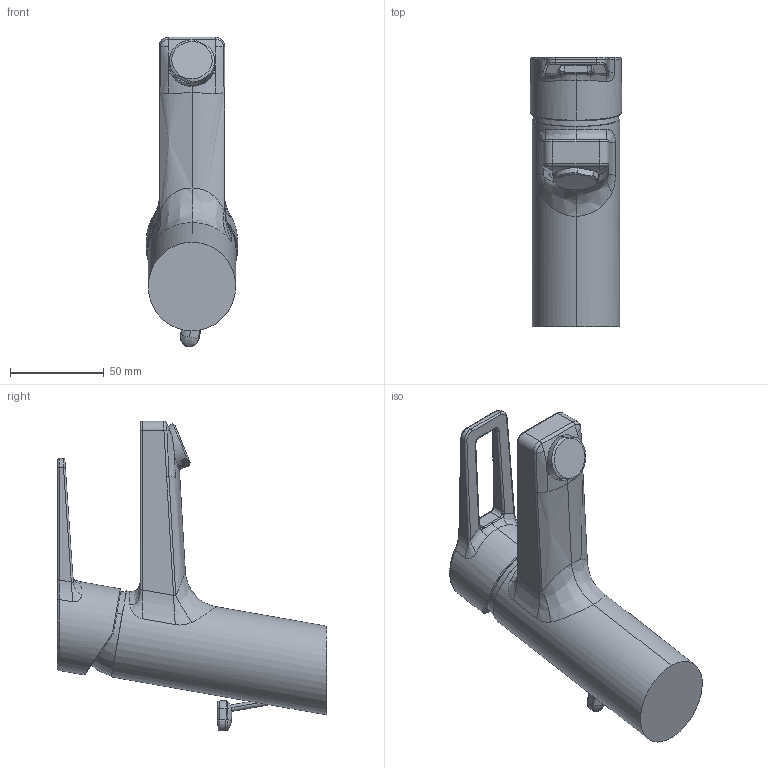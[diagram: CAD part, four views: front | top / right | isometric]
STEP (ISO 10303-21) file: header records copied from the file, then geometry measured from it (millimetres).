
FILE_DESCRIPTION (( 'STEP AP203' ), '1' );
FILE_NAME ('09092285.STEP', '2022-04-21T06:16:45', ( '' ), ( '' ), 'SwSTEP 2.0', 'SolidWorks 2016', '' );
FILE_SCHEMA (( 'CONFIG_CONTROL_DESIGN' ));
Length unit declared in the file: millimetre
Products named in the file (1): 09092285
Bounding box: 48.49 x 143.3 x 164.93 mm (x, y, z)
Volume: 330016.8 mm3; surface area: 39662.2 mm2
Topology: 1 solids, 1 shells, 152 faces, 366 edges, 217 vertices
Faces by surface type: bspline 72, cylinder 47, plane 22, torus 7, cone 4
Entity records: 11466 total; most frequent: CARTESIAN_POINT 8498, ORIENTED_EDGE 732, DIRECTION 369, EDGE_CURVE 366, VERTEX_POINT 217, B_SPLINE_CURVE_WITH_KNOTS 206, EDGE_LOOP 155, FACE_OUTER_BOUND 152
